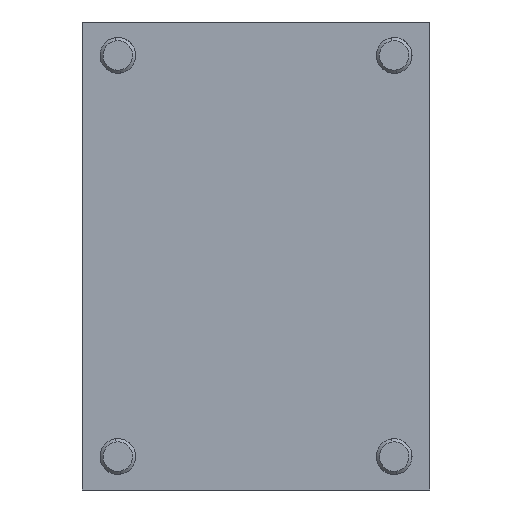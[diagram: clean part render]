
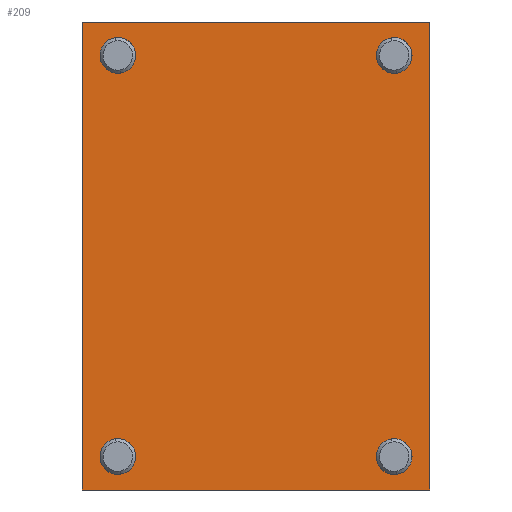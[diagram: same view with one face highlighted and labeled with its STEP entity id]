
A CAD part, front view. The second image highlights one B-rep face of the part: STEP entity #209.
In plain terms, the highlighted planar face has unit normal (0, -1, 0).
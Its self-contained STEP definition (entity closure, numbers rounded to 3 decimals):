
#209=ADVANCED_FACE('',(#420,#421,#422,#423,#424),#425,.T.);
#420=FACE_OUTER_BOUND('',#648,.T.);
#421=FACE_BOUND('',#649,.T.);
#422=FACE_BOUND('',#650,.T.);
#423=FACE_BOUND('',#651,.T.);
#424=FACE_BOUND('',#652,.T.);
#425=PLANE('',#653);
#648=EDGE_LOOP('',(#1366,#1367,#1368,#1369));
#649=EDGE_LOOP('',(#1370,#1371));
#650=EDGE_LOOP('',(#1372,#1373));
#651=EDGE_LOOP('',(#1374,#1375));
#652=EDGE_LOOP('',(#1376,#1377));
#653=AXIS2_PLACEMENT_3D('',#1378,#1379,#1380);
#1366=ORIENTED_EDGE('',*,*,#1664,.T.);
#1367=ORIENTED_EDGE('',*,*,#1665,.T.);
#1368=ORIENTED_EDGE('',*,*,#1666,.T.);
#1369=ORIENTED_EDGE('',*,*,#1667,.T.);
#1370=ORIENTED_EDGE('',*,*,#1652,.F.);
#1371=ORIENTED_EDGE('',*,*,#1668,.F.);
#1372=ORIENTED_EDGE('',*,*,#1660,.F.);
#1373=ORIENTED_EDGE('',*,*,#1669,.F.);
#1374=ORIENTED_EDGE('',*,*,#1656,.F.);
#1375=ORIENTED_EDGE('',*,*,#1670,.F.);
#1376=ORIENTED_EDGE('',*,*,#1648,.F.);
#1377=ORIENTED_EDGE('',*,*,#1671,.F.);
#1378=CARTESIAN_POINT('',(-31.795,-30.249,-53.563));
#1379=DIRECTION('',(0.,-1.0,0.));
#1380=DIRECTION('',(1.0,0.0,0.));
#1648=EDGE_CURVE('',#2000,#2001,#2002,.T.);
#1652=EDGE_CURVE('',#2008,#2009,#2010,.T.);
#1656=EDGE_CURVE('',#2016,#2017,#2018,.T.);
#1660=EDGE_CURVE('',#2024,#2025,#2026,.T.);
#1664=EDGE_CURVE('',#2032,#2033,#2034,.T.);
#1665=EDGE_CURVE('',#2033,#2035,#2036,.T.);
#1666=EDGE_CURVE('',#2035,#2037,#2038,.T.);
#1667=EDGE_CURVE('',#2037,#2032,#2039,.T.);
#1668=EDGE_CURVE('',#2009,#2008,#2040,.T.);
#1669=EDGE_CURVE('',#2025,#2024,#2041,.T.);
#1670=EDGE_CURVE('',#2017,#2016,#2042,.T.);
#1671=EDGE_CURVE('',#2001,#2000,#2043,.T.);
#2000=VERTEX_POINT('',#2732);
#2001=VERTEX_POINT('',#2733);
#2002=CIRCLE('',#2734,4.0);
#2008=VERTEX_POINT('',#2742);
#2009=VERTEX_POINT('',#2743);
#2010=CIRCLE('',#2744,4.0);
#2016=VERTEX_POINT('',#2752);
#2017=VERTEX_POINT('',#2753);
#2018=CIRCLE('',#2754,4.0);
#2024=VERTEX_POINT('',#2762);
#2025=VERTEX_POINT('',#2763);
#2026=CIRCLE('',#2764,4.0);
#2032=VERTEX_POINT('',#2772);
#2033=VERTEX_POINT('',#2773);
#2034=LINE('',#2774,#2775);
#2035=VERTEX_POINT('',#2776);
#2036=LINE('',#2777,#2778);
#2037=VERTEX_POINT('',#2779);
#2038=LINE('',#2780,#2781);
#2039=LINE('',#2782,#2783);
#2040=CIRCLE('',#2784,4.0);
#2041=CIRCLE('',#2785,4.0);
#2042=CIRCLE('',#2786,4.0);
#2043=CIRCLE('',#2787,4.0);
#2732=CARTESIAN_POINT('',(38.205,-30.249,47.937));
#2733=CARTESIAN_POINT('',(38.205,-30.249,39.937));
#2734=AXIS2_PLACEMENT_3D('',#3088,#3089,#3090);
#2742=CARTESIAN_POINT('',(38.205,-30.249,-42.063));
#2743=CARTESIAN_POINT('',(38.205,-30.249,-50.063));
#2744=AXIS2_PLACEMENT_3D('',#3096,#3097,#3098);
#2752=CARTESIAN_POINT('',(-23.795,-30.249,-42.063));
#2753=CARTESIAN_POINT('',(-23.795,-30.249,-50.063));
#2754=AXIS2_PLACEMENT_3D('',#3104,#3105,#3106);
#2762=CARTESIAN_POINT('',(-23.795,-30.249,47.937));
#2763=CARTESIAN_POINT('',(-23.795,-30.249,39.937));
#2764=AXIS2_PLACEMENT_3D('',#3112,#3113,#3114);
#2772=CARTESIAN_POINT('',(-31.795,-30.249,51.437));
#2773=CARTESIAN_POINT('',(-31.795,-30.249,-53.563));
#2774=CARTESIAN_POINT('',(-31.795,-30.249,51.437));
#2775=VECTOR('',#3120,1000.0);
#2776=CARTESIAN_POINT('',(46.205,-30.249,-53.563));
#2777=CARTESIAN_POINT('',(-31.795,-30.249,-53.563));
#2778=VECTOR('',#3121,1000.0);
#2779=CARTESIAN_POINT('',(46.205,-30.249,51.437));
#2780=CARTESIAN_POINT('',(46.205,-30.249,51.437));
#2781=VECTOR('',#3122,1000.0);
#2782=CARTESIAN_POINT('',(-31.795,-30.249,51.437));
#2783=VECTOR('',#3123,1000.0);
#2784=AXIS2_PLACEMENT_3D('',#3124,#3125,#3126);
#2785=AXIS2_PLACEMENT_3D('',#3127,#3128,#3129);
#2786=AXIS2_PLACEMENT_3D('',#3130,#3131,#3132);
#2787=AXIS2_PLACEMENT_3D('',#3133,#3134,#3135);
#3088=CARTESIAN_POINT('',(38.205,-30.249,43.937));
#3089=DIRECTION('',(0.,-1.0,0.));
#3090=DIRECTION('',(0.,0.,-1.0));
#3096=CARTESIAN_POINT('',(38.205,-30.249,-46.063));
#3097=DIRECTION('',(0.,-1.0,0.));
#3098=DIRECTION('',(0.,0.,-1.0));
#3104=CARTESIAN_POINT('',(-23.795,-30.249,-46.063));
#3105=DIRECTION('',(0.,-1.0,0.));
#3106=DIRECTION('',(0.,0.,-1.0));
#3112=CARTESIAN_POINT('',(-23.795,-30.249,43.937));
#3113=DIRECTION('',(0.,-1.0,0.));
#3114=DIRECTION('',(0.,0.,-1.0));
#3120=DIRECTION('',(0.,0.,-1.0));
#3121=DIRECTION('',(1.0,0.0,0.));
#3122=DIRECTION('',(0.,0.,1.0));
#3123=DIRECTION('',(-1.0,0.0,0.));
#3124=CARTESIAN_POINT('',(38.205,-30.249,-46.063));
#3125=DIRECTION('',(0.,-1.0,0.));
#3126=DIRECTION('',(0.,0.,-1.0));
#3127=CARTESIAN_POINT('',(-23.795,-30.249,43.937));
#3128=DIRECTION('',(0.,-1.0,0.));
#3129=DIRECTION('',(0.,0.,-1.0));
#3130=CARTESIAN_POINT('',(-23.795,-30.249,-46.063));
#3131=DIRECTION('',(0.,-1.0,0.));
#3132=DIRECTION('',(0.,0.,-1.0));
#3133=CARTESIAN_POINT('',(38.205,-30.249,43.937));
#3134=DIRECTION('',(0.,-1.0,0.));
#3135=DIRECTION('',(0.,0.,-1.0));
